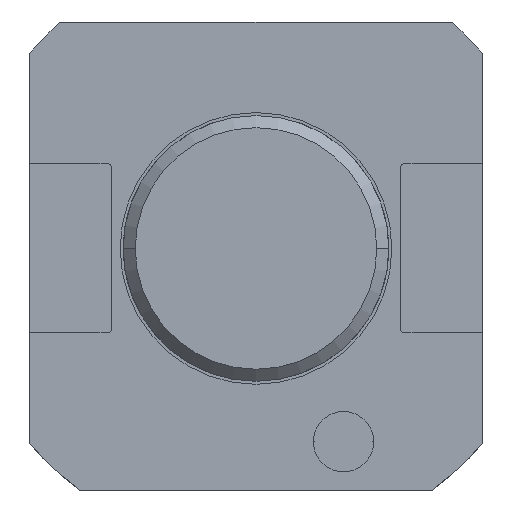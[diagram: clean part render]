
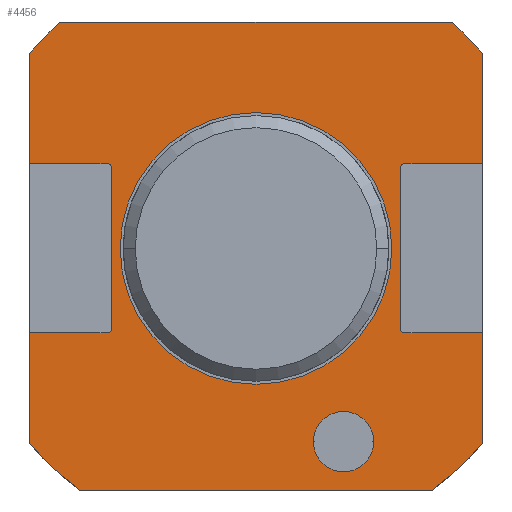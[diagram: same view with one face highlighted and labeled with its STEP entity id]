
A CAD part, left-side view. The second image highlights one B-rep face of the part: STEP entity #4456.
In plain terms, the highlighted planar face has unit normal (-1, 0, 0).
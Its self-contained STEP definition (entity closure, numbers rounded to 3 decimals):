
#1018=DIRECTION('',(0.,-1.,0.));
#1019=VECTOR('',#1018,13.);
#1020=CARTESIAN_POINT('',(-44.2,37.5,-14.));
#1021=LINE('',#1020,#1019);
#1022=DIRECTION('',(0.,-1.,0.));
#1023=VECTOR('',#1022,64.622);
#1024=CARTESIAN_POINT('',(-44.2,32.311,37.5));
#1025=LINE('',#1024,#1023);
#1026=DIRECTION('',(0.,0.,-1.));
#1027=VECTOR('',#1026,27.);
#1028=CARTESIAN_POINT('',(-44.2,-24.,13.5));
#1029=LINE('',#1028,#1027);
#1030=DIRECTION('',(0.,-1.,0.));
#1031=VECTOR('',#1030,13.);
#1032=CARTESIAN_POINT('',(-44.2,-24.5,-14.));
#1033=LINE('',#1032,#1031);
#1034=DIRECTION('',(0.,1.,0.));
#1035=VECTOR('',#1034,58.318);
#1036=CARTESIAN_POINT('',(-44.2,-29.159,-40.));
#1037=LINE('',#1036,#1035);
#1038=CARTESIAN_POINT('',(-44.2,-14.5,-32.));
#1039=DIRECTION('',(1.,0.,0.));
#1040=DIRECTION('',(0.,-1.,0.));
#1041=AXIS2_PLACEMENT_3D('',#1038,#1039,#1040);
#1043=CARTESIAN_POINT('',(-44.2,-14.5,-32.));
#1044=DIRECTION('',(1.,0.,0.));
#1045=DIRECTION('',(0.,1.,0.));
#1046=AXIS2_PLACEMENT_3D('',#1043,#1044,#1045);
#1052=CARTESIAN_POINT('',(-44.2,24.5,-13.5));
#1053=DIRECTION('',(1.,0.,0.));
#1054=DIRECTION('',(0.,-1.,0.));
#1055=AXIS2_PLACEMENT_3D('',#1052,#1053,#1054);
#1083=CARTESIAN_POINT('',(-44.2,24.5,13.5));
#1084=DIRECTION('',(1.,0.,0.));
#1085=DIRECTION('',(0.,0.,1.));
#1086=AXIS2_PLACEMENT_3D('',#1083,#1084,#1085);
#1092=DIRECTION('',(0.,-1.,0.));
#1093=VECTOR('',#1092,13.);
#1094=CARTESIAN_POINT('',(-44.2,37.5,14.));
#1095=LINE('',#1094,#1093);
#1100=DIRECTION('',(0.,0.,1.));
#1101=VECTOR('',#1100,18.311);
#1102=CARTESIAN_POINT('',(-44.2,37.5,-32.311));
#1103=LINE('',#1102,#1101);
#1104=DIRECTION('',(0.,0.,-1.));
#1105=VECTOR('',#1104,18.311);
#1106=CARTESIAN_POINT('',(-44.2,37.5,32.311));
#1107=LINE('',#1106,#1105);
#1120=CARTESIAN_POINT('',(-44.2,0.,0.));
#1121=DIRECTION('',(-1.,0.,0.));
#1122=DIRECTION('',(0.,0.758,-0.653));
#1123=AXIS2_PLACEMENT_3D('',#1120,#1121,#1122);
#1133=CARTESIAN_POINT('',(-44.2,0.,0.));
#1134=DIRECTION('',(-1.,0.,0.));
#1135=DIRECTION('',(0.,-0.589,-0.808));
#1136=AXIS2_PLACEMENT_3D('',#1133,#1134,#1135);
#1146=DIRECTION('',(0.,0.,-1.));
#1147=VECTOR('',#1146,18.311);
#1148=CARTESIAN_POINT('',(-44.2,-37.5,32.311));
#1149=LINE('',#1148,#1147);
#1150=DIRECTION('',(0.,0.,1.));
#1151=VECTOR('',#1150,18.311);
#1152=CARTESIAN_POINT('',(-44.2,-37.5,-32.311));
#1153=LINE('',#1152,#1151);
#1158=CARTESIAN_POINT('',(-44.2,-24.5,-13.5));
#1159=DIRECTION('',(1.,0.,0.));
#1160=DIRECTION('',(0.,0.,-1.));
#1161=AXIS2_PLACEMENT_3D('',#1158,#1159,#1160);
#1197=CARTESIAN_POINT('',(-44.2,-24.5,13.5));
#1198=DIRECTION('',(1.,0.,0.));
#1199=DIRECTION('',(0.,1.,0.));
#1200=AXIS2_PLACEMENT_3D('',#1197,#1198,#1199);
#1206=DIRECTION('',(0.,-1.,0.));
#1207=VECTOR('',#1206,13.);
#1208=CARTESIAN_POINT('',(-44.2,-24.5,14.));
#1209=LINE('',#1208,#1207);
#1218=CARTESIAN_POINT('',(-44.2,0.,0.));
#1219=DIRECTION('',(-1.,0.,0.));
#1220=DIRECTION('',(0.,-0.758,0.653));
#1221=AXIS2_PLACEMENT_3D('',#1218,#1219,#1220);
#1227=CARTESIAN_POINT('',(-44.2,0.,0.));
#1228=DIRECTION('',(-1.,0.,0.));
#1229=DIRECTION('',(0.,0.653,0.758));
#1230=AXIS2_PLACEMENT_3D('',#1227,#1228,#1229);
#1240=DIRECTION('',(0.,0.,-1.));
#1241=VECTOR('',#1240,27.);
#1242=CARTESIAN_POINT('',(-44.2,24.,13.5));
#1243=LINE('',#1242,#1241);
#1248=CARTESIAN_POINT('',(-44.2,0.,0.));
#1249=DIRECTION('',(-1.,0.,0.));
#1250=DIRECTION('',(0.,1.,0.));
#1251=AXIS2_PLACEMENT_3D('',#1248,#1249,#1250);
#1258=CARTESIAN_POINT('',(-44.2,0.,0.));
#1259=DIRECTION('',(-1.,0.,0.));
#1260=DIRECTION('',(0.,-1.,0.));
#1261=AXIS2_PLACEMENT_3D('',#1258,#1259,#1260);
#2804=CARTESIAN_POINT('',(-44.2,-37.5,-14.));
#2806=VERTEX_POINT('',#2804);
#2807=CARTESIAN_POINT('',(-44.2,-37.5,-32.311));
#2808=VERTEX_POINT('',#2807);
#2809=CARTESIAN_POINT('',(-44.2,-37.5,32.311));
#2810=CARTESIAN_POINT('',(-44.2,-37.5,14.));
#2811=VERTEX_POINT('',#2809);
#2812=VERTEX_POINT('',#2810);
#2819=CARTESIAN_POINT('',(-44.2,29.159,-40.));
#2820=VERTEX_POINT('',#2819);
#2821=CARTESIAN_POINT('',(-44.2,-29.159,-40.));
#2822=VERTEX_POINT('',#2821);
#2823=CARTESIAN_POINT('',(-44.2,37.5,-32.311));
#2824=VERTEX_POINT('',#2823);
#2825=CARTESIAN_POINT('',(-44.2,-32.311,37.5));
#2826=VERTEX_POINT('',#2825);
#2827=CARTESIAN_POINT('',(-44.2,32.311,37.5));
#2828=VERTEX_POINT('',#2827);
#2829=CARTESIAN_POINT('',(-44.2,37.5,32.311));
#2830=VERTEX_POINT('',#2829);
#2835=CARTESIAN_POINT('',(-44.2,22.5,0.));
#2836=CARTESIAN_POINT('',(-44.2,-22.5,0.));
#2837=VERTEX_POINT('',#2835);
#2838=VERTEX_POINT('',#2836);
#2851=CARTESIAN_POINT('',(-44.2,24.5,14.));
#2852=VERTEX_POINT('',#2851);
#2853=CARTESIAN_POINT('',(-44.2,24.,13.5));
#2854=VERTEX_POINT('',#2853);
#2856=CARTESIAN_POINT('',(-44.2,24.5,-14.));
#2858=VERTEX_POINT('',#2856);
#2861=CARTESIAN_POINT('',(-44.2,24.,-13.5));
#2862=VERTEX_POINT('',#2861);
#2867=CARTESIAN_POINT('',(-44.2,-24.5,-14.));
#2868=VERTEX_POINT('',#2867);
#2869=CARTESIAN_POINT('',(-44.2,-24.,-13.5));
#2870=VERTEX_POINT('',#2869);
#2872=CARTESIAN_POINT('',(-44.2,-24.5,14.));
#2874=VERTEX_POINT('',#2872);
#2877=CARTESIAN_POINT('',(-44.2,-24.,13.5));
#2878=VERTEX_POINT('',#2877);
#2879=CARTESIAN_POINT('',(-44.2,37.5,-14.));
#2880=VERTEX_POINT('',#2879);
#2881=CARTESIAN_POINT('',(-44.2,37.5,14.));
#2882=VERTEX_POINT('',#2881);
#2931=CARTESIAN_POINT('',(-44.2,-17.,-32.));
#2932=CARTESIAN_POINT('',(-44.2,-12.,-32.));
#2933=VERTEX_POINT('',#2931);
#2934=VERTEX_POINT('',#2932);
#4398=CARTESIAN_POINT('',(-44.2,-24.,37.5));
#4399=DIRECTION('',(1.,0.,0.));
#4400=DIRECTION('',(0.,1.,0.));
#4401=AXIS2_PLACEMENT_3D('',#4398,#4399,#4400);
#4402=PLANE('',#4401);
#4404=ORIENTED_EDGE('',*,*,#4403,.T.);
#4406=ORIENTED_EDGE('',*,*,#4405,.F.);
#4408=ORIENTED_EDGE('',*,*,#4407,.F.);
#4410=ORIENTED_EDGE('',*,*,#4409,.F.);
#4412=ORIENTED_EDGE('',*,*,#4411,.F.);
#4414=ORIENTED_EDGE('',*,*,#4413,.F.);
#4416=ORIENTED_EDGE('',*,*,#4415,.F.);
#4417=ORIENTED_EDGE('',*,*,#4388,.T.);
#4419=ORIENTED_EDGE('',*,*,#4418,.F.);
#4421=ORIENTED_EDGE('',*,*,#4420,.T.);
#4423=ORIENTED_EDGE('',*,*,#4422,.F.);
#4425=ORIENTED_EDGE('',*,*,#4424,.F.);
#4427=ORIENTED_EDGE('',*,*,#4426,.T.);
#4429=ORIENTED_EDGE('',*,*,#4428,.F.);
#4431=ORIENTED_EDGE('',*,*,#4430,.T.);
#4433=ORIENTED_EDGE('',*,*,#4432,.F.);
#4435=ORIENTED_EDGE('',*,*,#4434,.F.);
#4437=ORIENTED_EDGE('',*,*,#4436,.T.);
#4439=ORIENTED_EDGE('',*,*,#4438,.F.);
#4441=ORIENTED_EDGE('',*,*,#4440,.T.);
#4442=EDGE_LOOP('',(#4404,#4406,#4408,#4410,#4412,#4414,#4416,#4417,#4419,#4421,
#4423,#4425,#4427,#4429,#4431,#4433,#4435,#4437,#4439,#4441));
#4443=FACE_OUTER_BOUND('',#4442,.F.);
#4445=ORIENTED_EDGE('',*,*,#4444,.T.);
#4447=ORIENTED_EDGE('',*,*,#4446,.T.);
#4448=EDGE_LOOP('',(#4445,#4447));
#4449=FACE_BOUND('',#4448,.F.);
#4451=ORIENTED_EDGE('',*,*,#4450,.F.);
#4453=ORIENTED_EDGE('',*,*,#4452,.F.);
#4454=EDGE_LOOP('',(#4451,#4453));
#4455=FACE_BOUND('',#4454,.F.);
#4456=ADVANCED_FACE('',(#4443,#4449,#4455),#4402,.F.);
#1042=CIRCLE('',#1041,2.5);
#1047=CIRCLE('',#1046,2.5);
#1056=CIRCLE('',#1055,0.5);
#1087=CIRCLE('',#1086,0.5);
#1124=CIRCLE('',#1123,49.5);
#1137=CIRCLE('',#1136,49.5);
#1162=CIRCLE('',#1161,0.5);
#1201=CIRCLE('',#1200,0.5);
#1222=CIRCLE('',#1221,49.5);
#1231=CIRCLE('',#1230,49.5);
#1252=CIRCLE('',#1251,22.5);
#1262=CIRCLE('',#1261,22.5);
#4388=EDGE_CURVE('',#2828,#2826,#1025,.T.);
#4403=EDGE_CURVE('',#2880,#2858,#1021,.T.);
#4405=EDGE_CURVE('',#2862,#2858,#1056,.T.);
#4407=EDGE_CURVE('',#2854,#2862,#1243,.T.);
#4409=EDGE_CURVE('',#2852,#2854,#1087,.T.);
#4411=EDGE_CURVE('',#2882,#2852,#1095,.T.);
#4413=EDGE_CURVE('',#2830,#2882,#1107,.T.);
#4415=EDGE_CURVE('',#2828,#2830,#1231,.T.);
#4418=EDGE_CURVE('',#2811,#2826,#1222,.T.);
#4420=EDGE_CURVE('',#2811,#2812,#1149,.T.);
#4422=EDGE_CURVE('',#2874,#2812,#1209,.T.);
#4424=EDGE_CURVE('',#2878,#2874,#1201,.T.);
#4426=EDGE_CURVE('',#2878,#2870,#1029,.T.);
#4428=EDGE_CURVE('',#2868,#2870,#1162,.T.);
#4430=EDGE_CURVE('',#2868,#2806,#1033,.T.);
#4432=EDGE_CURVE('',#2808,#2806,#1153,.T.);
#4434=EDGE_CURVE('',#2822,#2808,#1137,.T.);
#4436=EDGE_CURVE('',#2822,#2820,#1037,.T.);
#4438=EDGE_CURVE('',#2824,#2820,#1124,.T.);
#4440=EDGE_CURVE('',#2824,#2880,#1103,.T.);
#4444=EDGE_CURVE('',#2837,#2838,#1252,.T.);
#4446=EDGE_CURVE('',#2838,#2837,#1262,.T.);
#4450=EDGE_CURVE('',#2933,#2934,#1042,.T.);
#4452=EDGE_CURVE('',#2934,#2933,#1047,.T.);
